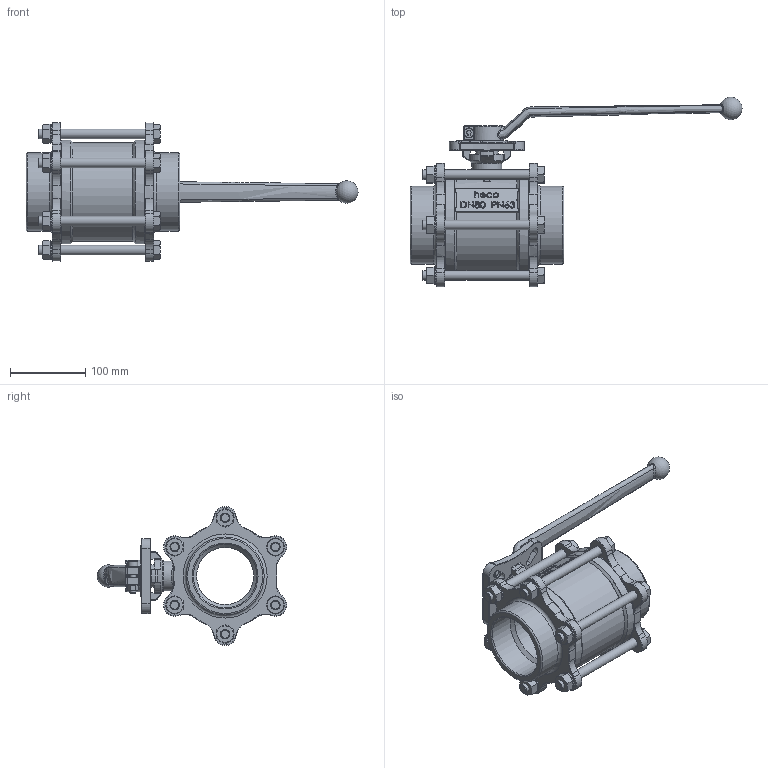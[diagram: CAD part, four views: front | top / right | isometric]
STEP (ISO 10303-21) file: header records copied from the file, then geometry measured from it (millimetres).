
FILE_DESCRIPTION (( 'STEP AP214' ), '1' );
FILE_NAME ('K3DA-300-0IG-4 Kugelhahn 3-teilig heco step214.STEP', '2013-03-05T10:23:02', ( 'test' ), ( '' ), 'SwSTEP 2.0', 'SolidWorks 2011', '' );
FILE_SCHEMA (( 'AUTOMOTIVE_DESIGN' ));
Length unit declared in the file: millimetre
Products named in the file (1): K3DA-300-0IG-4 Kugelhahn 3-teilig heco step214
Bounding box: 442.5 x 252.39 x 184.89 mm (x, y, z)
Volume: 2006752.8 mm3; surface area: 286695.7 mm2
Topology: 2 solids, 2 shells, 1463 faces, 3642 edges, 2225 vertices
Faces by surface type: plane 483, bspline 354, cylinder 295, torus 184, cone 132, sphere 15
Full cylindrical faces by diameter (mm): 8 x2, 11 x1, 12.7 x12, 13 x1, 14 x12, 24 x6, 30 x1, 40 x1, 43 x2, 48 x1, 76 x1, 84.92 x2, 104 x2, 137.98 x2, 138 x2
Entity records: 78077 total; most frequent: CARTESIAN_POINT 30397, ORIENTED_EDGE 6976, DIRECTION 5690, EDGE_CURVE 3488, VERTEX_POINT 2194, AXIS2_PLACEMENT_3D 2124, EDGE_LOOP 1664, FACE_OUTER_BOUND 1528
